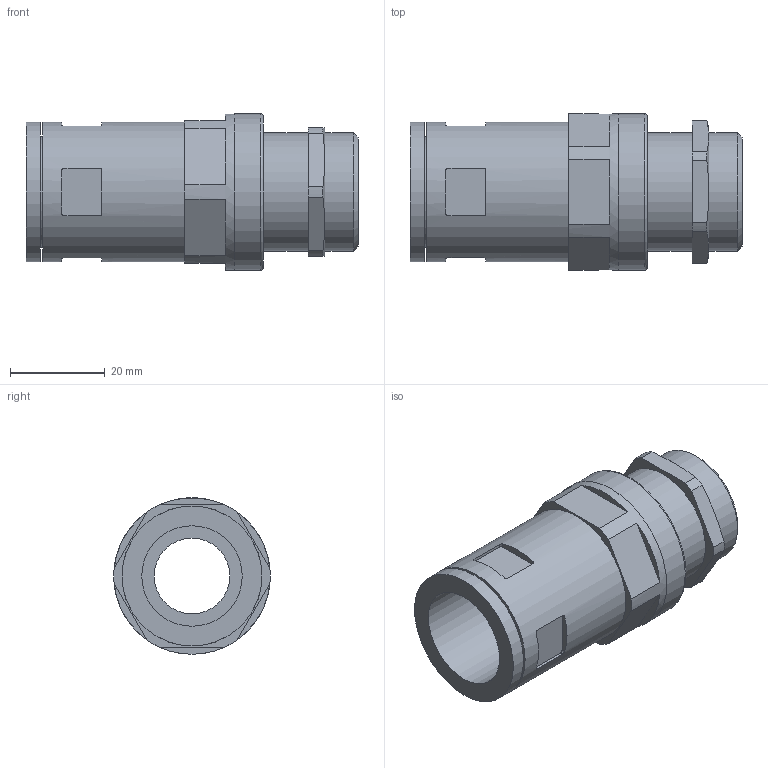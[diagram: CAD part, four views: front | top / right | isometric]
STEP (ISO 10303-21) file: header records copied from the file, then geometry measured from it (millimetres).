
FILE_DESCRIPTION( ( 'STEP AP203' ), '1' );
FILE_NAME( 'FLEXA RQGKZ-M 5110.021.225.stp', '2020-03-25T08:20:08', ( 'License CC BY-ND 4.0' ), ( 'CADENAS' ), ' ', 'PARTsolutions', ' ' );
FILE_SCHEMA( ( 'CONFIG_CONTROL_DESIGN' ) );
Length unit declared in the file: millimetre
Products named in the file (3): FLEXA RQGKZ-M 5110.021.225; _FLEXA RQGK2-M 5108.021.225; _FLEXA RQGKZ-M-Zwischenstutzen 5110.021.225
Assembly tree (2 placements, depth 2):
  FLEXA RQGKZ-M 5110.021.225
    _FLEXA RQGK2-M 5108.021.225
    _FLEXA RQGKZ-M-Zwischenstutzen 5110.021.225
Bounding box: 70 x 33 x 33 mm (x, y, z)
Volume: 21968.6 mm3; surface area: 13664.2 mm2
Topology: 2 solids, 2 shells, 99 faces, 237 edges, 154 vertices
Faces by surface type: plane 51, cylinder 35, cone 12, torus 1
Full cylindrical faces by diameter (mm): 16 x1, 21 x1, 21.2 x1, 23.16 x1, 23.4 x1, 25 x2, 27.88 x1, 28.28 x1, 29.5 x2, 32.98 x1, 33 x1
Entity records: 2910 total; most frequent: CARTESIAN_POINT 582, DIRECTION 472, ORIENTED_EDGE 422, EDGE_CURVE 211, AXIS2_PLACEMENT_3D 187, VERTEX_POINT 149, EDGE_LOOP 136, FACE_OUTER_BOUND 113
